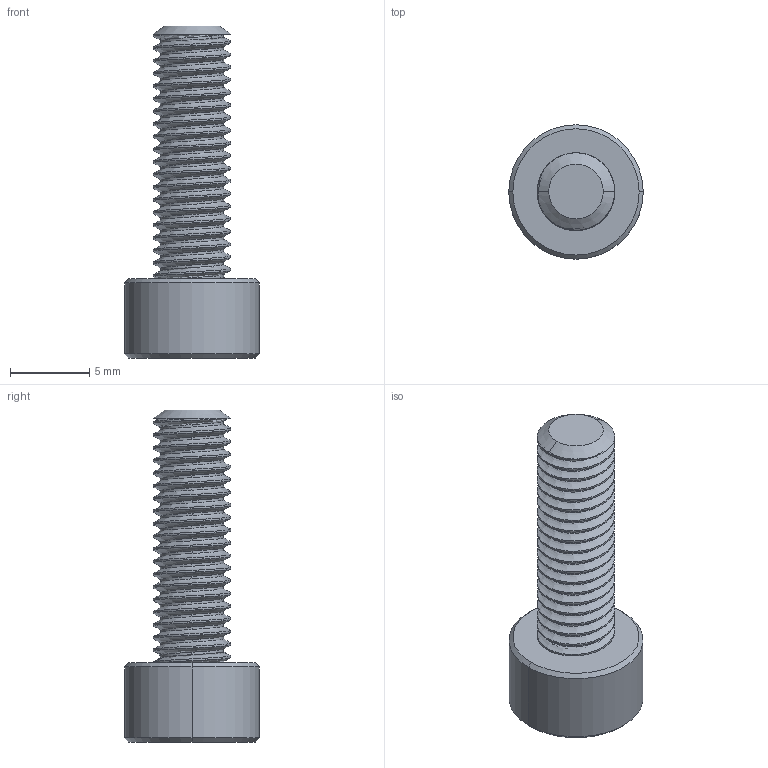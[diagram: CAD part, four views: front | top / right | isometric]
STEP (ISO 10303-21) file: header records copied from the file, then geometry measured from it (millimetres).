
FILE_DESCRIPTION (( 'STEP AP203' ), '1' );
FILE_NAME ('M5 SHCS- 16mm.step_Default_sldprt.STEP', '2022-11-09T04:42:16', ( '' ), ( '' ), 'SwSTEP 2.0', 'SolidWorks 2022', '' );
FILE_SCHEMA (( 'CONFIG_CONTROL_DESIGN' ));
Length unit declared in the file: millimetre
Products named in the file (1): M5 SHCS- 16mm.step_Default_sldprt
Bounding box: 8.5 x 8.5 x 21 mm (x, y, z)
Volume: 486 mm3; surface area: 644.8 mm2
Topology: 1 solids, 1 shells, 110 faces, 300 edges, 194 vertices
Faces by surface type: cylinder 83, cone 14, plane 11, bspline 2
Entity records: 7131 total; most frequent: CARTESIAN_POINT 4613, ORIENTED_EDGE 600, DIRECTION 371, EDGE_CURVE 300, VERTEX_POINT 194, B_SPLINE_CURVE_WITH_KNOTS 165, AXIS2_PLACEMENT_3D 135, EDGE_LOOP 112
